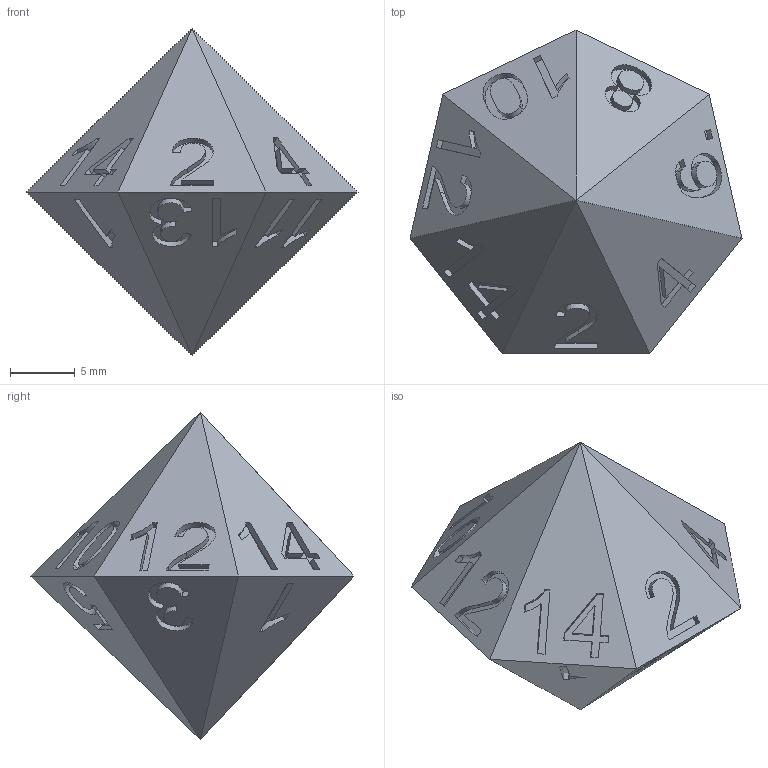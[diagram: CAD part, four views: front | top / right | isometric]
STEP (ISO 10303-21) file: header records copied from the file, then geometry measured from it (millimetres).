
FILE_DESCRIPTION(('HOOPS Exchange Step'),'2;1');
FILE_NAME('temp_export','2024-08-08T12:59:06+08:00',('sharma21'),('Shapr3D Limited'),'HOOPS Exchange 2024.2','Shapr3D','Authorized');
FILE_SCHEMA( ('AUTOMOTIVE_DESIGN { 1 0 10303 214 1 1 1 1 }') );
Length unit declared in the file: millimetre
Products named in the file (1): root
Bounding box: 25.64 x 25 x 25.3 mm (x, y, z)
Volume: 3937.9 mm3; surface area: 2524.6 mm2
Topology: 2 solids, 2 shells, 203 faces, 505 edges, 334 vertices
Faces by surface type: plane 143, bspline 60
Entity records: 8534 total; most frequent: CARTESIAN_POINT 4079, ORIENTED_EDGE 1010, DIRECTION 673, EDGE_CURVE 505, VECTOR 385, LINE 385, VERTEX_POINT 334, EDGE_LOOP 231
